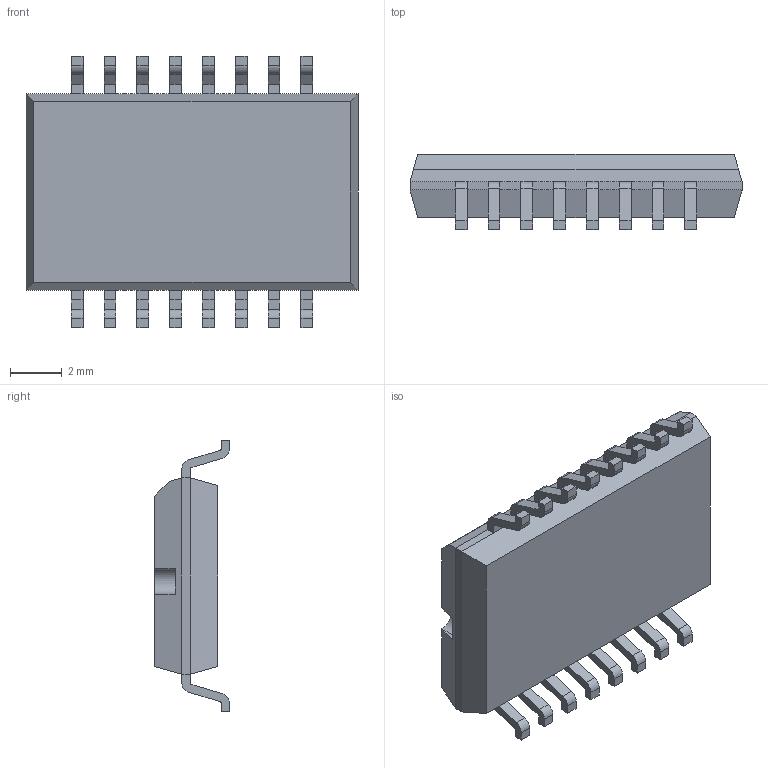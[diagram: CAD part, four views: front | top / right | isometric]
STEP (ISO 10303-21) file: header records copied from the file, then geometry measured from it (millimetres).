
FILE_DESCRIPTION (( 'STEP AP214' ), '1' );
FILE_NAME ('SOIC16W(RI-16-2).STEP', '2018-08-13T17:44:53', ( '' ), ( '' ), 'SwSTEP 2.0', 'SolidWorks 2018', '' );
FILE_SCHEMA (( 'AUTOMOTIVE_DESIGN' ));
Length unit declared in the file: millimetre
Products named in the file (1): SOIC16W(RI-16-2)
Bounding box: 12.85 x 2.9 x 10.51 mm (x, y, z)
Volume: 229.5 mm3; surface area: 338.4 mm2
Topology: 17 solids, 17 shells, 424 faces, 1097 edges, 728 vertices
Faces by surface type: plane 265, bspline 92, cylinder 67
Entity records: 22457 total; most frequent: CARTESIAN_POINT 7734, ORIENTED_EDGE 2194, DIRECTION 1713, EDGE_CURVE 1097, VECTOR 779, LINE 779, VERTEX_POINT 728, AXIS2_PLACEMENT_3D 467
